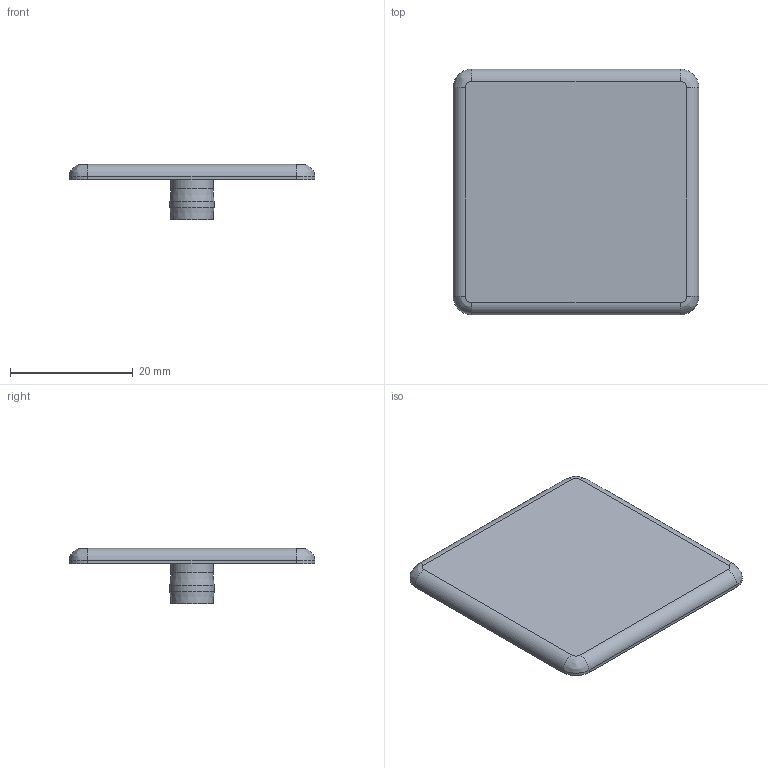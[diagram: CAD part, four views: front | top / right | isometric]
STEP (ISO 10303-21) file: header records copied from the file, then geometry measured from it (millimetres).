
FILE_DESCRIPTION(/* description */ (''),/* implementation_level */ '2;1');
FILE_NAME(/* name */ '224040.stp',/* time_stamp */ '2022-10-05T09:26:16+02:00',/* author */ ('aluteckkpl_am'),/* organization */ (''),/* preprocessor_version */ 'ST-DEVELOPER v18.1',/* originating_system */ 'Autodesk Inventor 2021',/* authorisation */ '');
FILE_SCHEMA (('CONFIG_CONTROL_DESIGN'));
Length unit declared in the file: millimetre
Products named in the file (2): 224040-ZP; 224040
Assembly tree (1 placements, depth 2):
  224040-ZP
    224040
Bounding box: 40 x 40 x 9 mm (x, y, z)
Volume: 4050 mm3; surface area: 3636.8 mm2
Topology: 1 solids, 1 shells, 25 faces, 61 edges, 39 vertices
Faces by surface type: cylinder 11, plane 7, bspline 4, cone 3
Full cylindrical faces by diameter (mm): 3.5 x1, 6.85 x1, 7.2 x1
Entity records: 827 total; most frequent: CARTESIAN_POINT 159, DIRECTION 142, ORIENTED_EDGE 120, EDGE_CURVE 60, AXIS2_PLACEMENT_3D 58, VERTEX_POINT 39, CIRCLE 34, EDGE_LOOP 27
